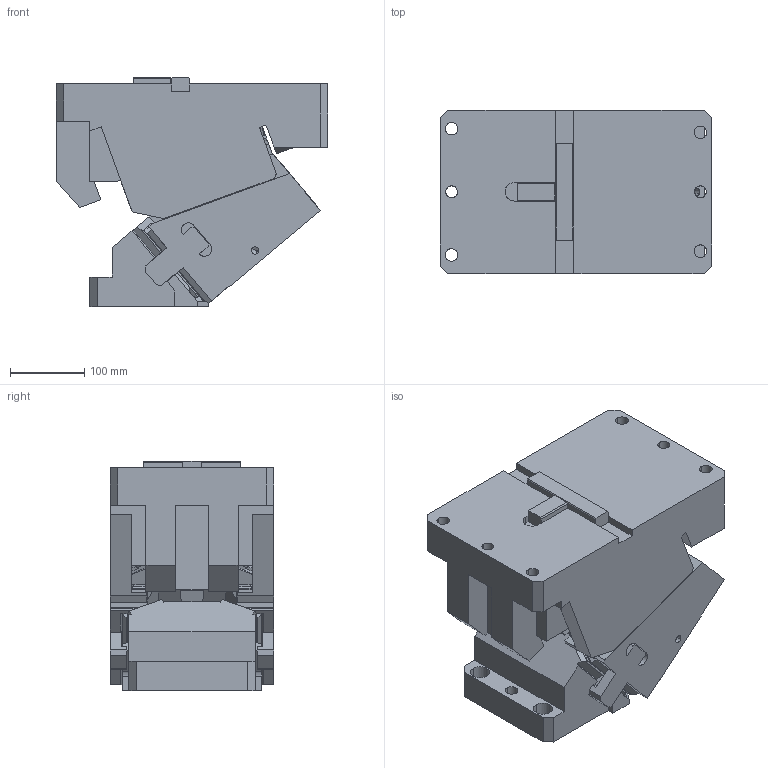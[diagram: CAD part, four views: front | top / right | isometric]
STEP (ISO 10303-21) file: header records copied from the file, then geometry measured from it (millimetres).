
FILE_DESCRIPTION(('CATIA V5 STEP Exchange'),'2;1');
FILE_NAME('CACV_F_220_50.stp','2015-04-27T06:55:13+00:00',('none'),('none'),'CATIA Version 5 Release 19 SP 2 (IN-10)','CATIA V5 STEP AP203','none');
FILE_SCHEMA(('CONFIG_CONTROL_DESIGN'));
Length unit declared in the file: millimetre
Products named in the file (1): CACV_F_220_50
Bounding box: 365 x 220 x 309 mm (x, y, z)
Volume: 15643461.7 mm3; surface area: 834163.8 mm2
Topology: 3 solids, 5 shells, 613 faces, 1737 edges, 1136 vertices
Faces by surface type: plane 405, cylinder 192, cone 8, bspline 4, torus 3, extrusion 1
Entity records: 20411 total; most frequent: CARTESIAN_POINT 5221, ORIENTED_EDGE 3462, DIRECTION 2570, EDGE_CURVE 1731, VECTOR 1311, LINE 1310, VERTEX_POINT 1136, AXIS2_PLACEMENT_3D 733
